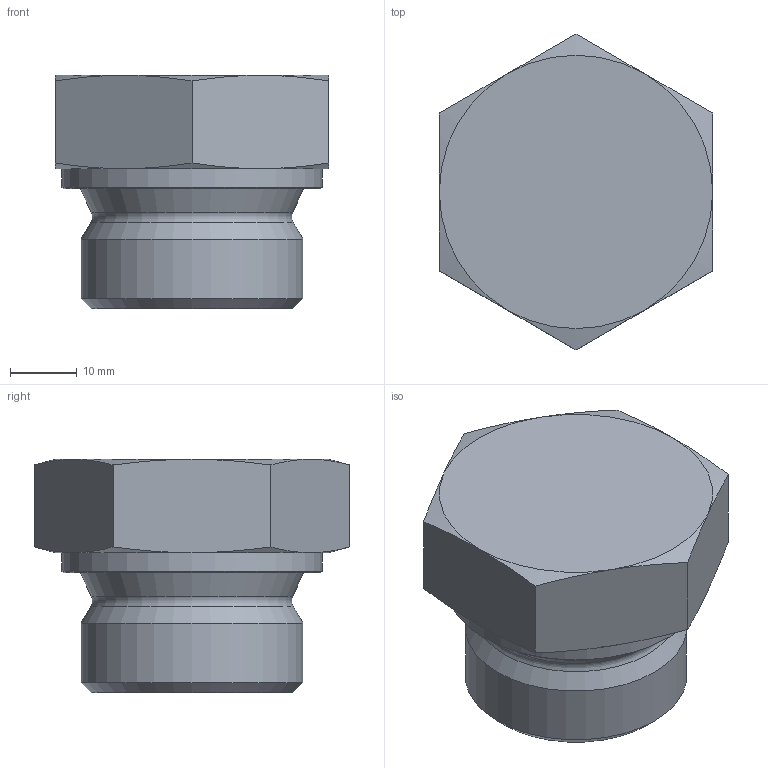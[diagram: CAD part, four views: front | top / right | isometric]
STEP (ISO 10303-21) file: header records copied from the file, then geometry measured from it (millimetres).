
FILE_DESCRIPTION((''),'2;1');
FILE_NAME('7130088.stp','2014-09-03T14:47:39',(''),('KNOMI spol. s r. o.'),'Autodesk Inventor 2012','Autodesk Inventor 2012','');
FILE_SCHEMA(('AUTOMOTIVE_DESIGN { 1 2 10303 214 0 1 1 1 }'));
Length unit declared in the file: millimetre
Products named in the file (1): ZOKA  G  1"
Bounding box: 41 x 47.34 x 35 mm (x, y, z)
Volume: 38732.5 mm3; surface area: 6991.3 mm2
Topology: 1 solids, 1 shells, 29 faces, 58 edges, 33 vertices
Faces by surface type: cone 16, plane 10, cylinder 2, torus 1
Full cylindrical faces by diameter (mm): 33.249 x1, 39 x1
Entity records: 704 total; most frequent: CARTESIAN_POINT 162, DIRECTION 108, ORIENTED_EDGE 102, AXIS2_PLACEMENT_3D 51, EDGE_CURVE 51, EDGE_LOOP 38, VERTEX_POINT 33, FACE_OUTER_BOUND 29
